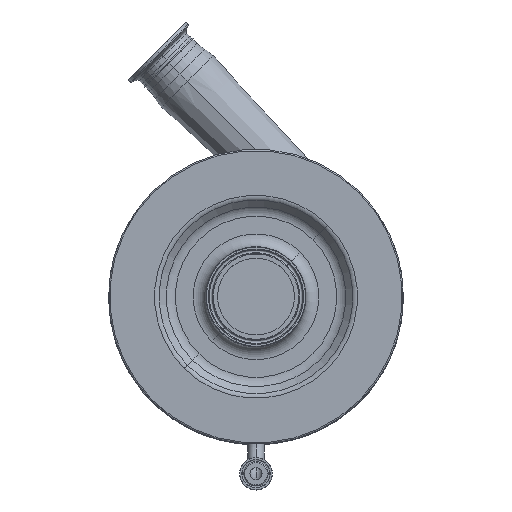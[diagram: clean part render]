
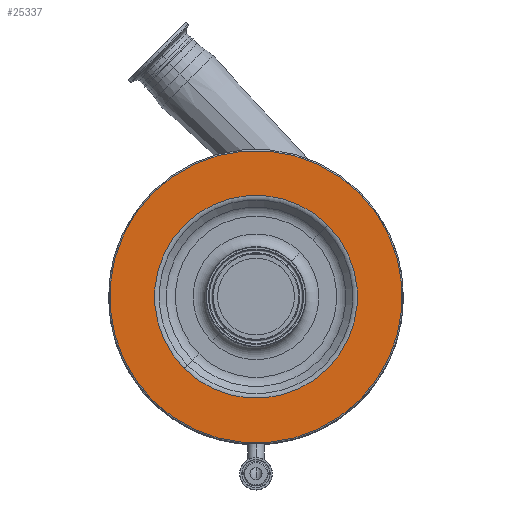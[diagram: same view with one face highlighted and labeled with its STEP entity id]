
A CAD part, top view. The second image highlights one B-rep face of the part: STEP entity #25337.
In plain terms, the highlighted planar face has unit normal (0, 0, 1).
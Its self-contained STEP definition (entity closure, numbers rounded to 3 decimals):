
#2258 = AXIS2_PLACEMENT_3D ( 'NONE', #25741, #5684, #9680 ) ;
#2643 = CIRCLE ( 'NONE', #20894, 79.071 ) ;
#3451 = FACE_OUTER_BOUND ( 'NONE', #5594, .T. ) ;
#3971 = EDGE_CURVE ( 'NONE', #10253, #23811, #12646, .T. ) ;
#5123 = AXIS2_PLACEMENT_3D ( 'NONE', #22147, #11656, #22009 ) ;
#5317 = DIRECTION ( 'NONE',  ( 0.707, 0.707, 0. ) ) ;
#5594 = EDGE_LOOP ( 'NONE', ( #19319, #8172 ) ) ;
#5684 = DIRECTION ( 'NONE',  ( 0., 0., 1. ) ) ;
#7545 = FACE_BOUND ( 'NONE', #10318, .T. ) ;
#7602 = DIRECTION ( 'NONE',  ( 0., 0., -1. ) ) ;
#7862 = VERTEX_POINT ( 'NONE', #16491 ) ;
#8172 = ORIENTED_EDGE ( 'NONE', *, *, #3971, .F. ) ;
#8526 = CARTESIAN_POINT ( 'NONE',  ( 0., 0., 227.5 ) ) ;
#9306 = CARTESIAN_POINT ( 'NONE',  ( 80.61, 80.61, 227.5 ) ) ;
#9607 = EDGE_CURVE ( 'NONE', #7862, #24617, #19963, .T. ) ;
#9680 = DIRECTION ( 'NONE',  ( 0., -1., 0. ) ) ;
#10253 = VERTEX_POINT ( 'NONE', #24255 ) ;
#10318 = EDGE_LOOP ( 'NONE', ( #12253, #19719 ) ) ;
#11048 = DIRECTION ( 'NONE',  ( 0., 0., -1. ) ) ;
#11431 = CIRCLE ( 'NONE', #16156, 114. ) ;
#11656 = DIRECTION ( 'NONE',  ( 0., 0., -1. ) ) ;
#12253 = ORIENTED_EDGE ( 'NONE', *, *, #9607, .T. ) ;
#12646 = CIRCLE ( 'NONE', #17722, 114. ) ;
#14299 = EDGE_CURVE ( 'NONE', #24617, #7862, #2643, .T. ) ;
#15454 = CARTESIAN_POINT ( 'NONE',  ( -55.912, -55.912, 227.5 ) ) ;
#16156 = AXIS2_PLACEMENT_3D ( 'NONE', #21582, #7602, #19835 ) ;
#16491 = CARTESIAN_POINT ( 'NONE',  ( 55.912, 55.912, 227.5 ) ) ;
#16651 = DIRECTION ( 'NONE',  ( 0., 0., -1. ) ) ;
#17722 = AXIS2_PLACEMENT_3D ( 'NONE', #23529, #11048, #5317 ) ;
#19319 = ORIENTED_EDGE ( 'NONE', *, *, #19337, .F. ) ;
#19337 = EDGE_CURVE ( 'NONE', #23811, #10253, #11431, .T. ) ;
#19719 = ORIENTED_EDGE ( 'NONE', *, *, #14299, .T. ) ;
#19835 = DIRECTION ( 'NONE',  ( 0.707, 0.707, 0. ) ) ;
#19963 = CIRCLE ( 'NONE', #5123, 79.071 ) ;
#20894 = AXIS2_PLACEMENT_3D ( 'NONE', #8526, #16651, #24726 ) ;
#21582 = CARTESIAN_POINT ( 'NONE',  ( 0., 0., 227.5 ) ) ;
#21783 = PLANE ( 'NONE',  #2258 ) ;
#22009 = DIRECTION ( 'NONE',  ( 0.707, 0.707, 0. ) ) ;
#22147 = CARTESIAN_POINT ( 'NONE',  ( 0., 0., 227.5 ) ) ;
#23529 = CARTESIAN_POINT ( 'NONE',  ( 0., 0., 227.5 ) ) ;
#23811 = VERTEX_POINT ( 'NONE', #9306 ) ;
#24255 = CARTESIAN_POINT ( 'NONE',  ( -80.61, -80.61, 227.5 ) ) ;
#24617 = VERTEX_POINT ( 'NONE', #15454 ) ;
#24726 = DIRECTION ( 'NONE',  ( 0.707, 0.707, 0. ) ) ;
#25337 = ADVANCED_FACE ( 'NONE', ( #3451, #7545 ), #21783, .T. ) ;
#25741 = CARTESIAN_POINT ( 'NONE',  ( -55.912, 55.912, 227.5 ) ) ;
